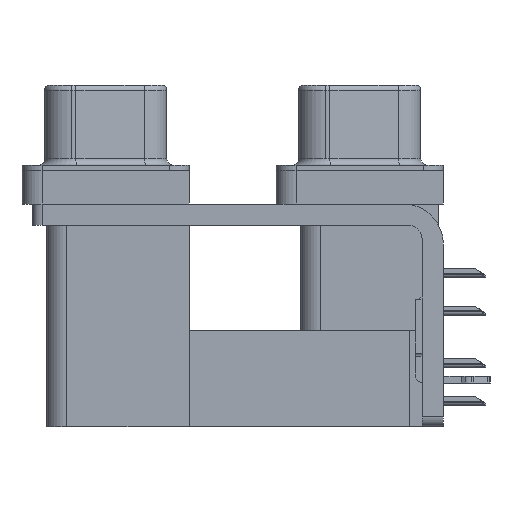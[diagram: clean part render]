
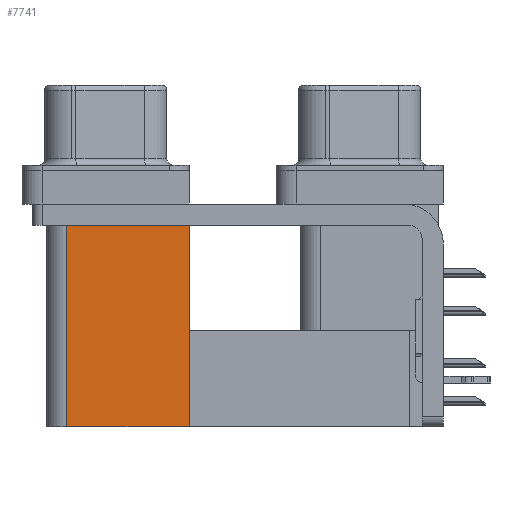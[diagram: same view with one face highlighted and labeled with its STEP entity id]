
A CAD part, left-side view. The second image highlights one B-rep face of the part: STEP entity #7741.
In plain terms, the highlighted planar face has unit normal (-1, 0, 0).
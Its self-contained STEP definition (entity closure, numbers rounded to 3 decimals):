
#1030 = VECTOR ( 'NONE', #30559, 1000. ) ;
#2396 = ORIENTED_EDGE ( 'NONE', *, *, #27931, .T. ) ;
#2833 = VECTOR ( 'NONE', #38330, 1000. ) ;
#5167 = EDGE_CURVE ( 'NONE', #40558, #22343, #25275, .T. ) ;
#6073 = CARTESIAN_POINT ( 'NONE',  ( 3.7, 12.775, -2.5 ) ) ;
#7741 = ADVANCED_FACE ( 'NONE', ( #23235 ), #8262, .F. ) ;
#8262 = PLANE ( 'NONE',  #25242 ) ;
#8659 = VECTOR ( 'NONE', #13862, 1000. ) ;
#8847 = DIRECTION ( 'NONE',  ( 0., 1., 0. ) ) ;
#9055 = CARTESIAN_POINT ( 'NONE',  ( 3.7, 12.775, -19.2 ) ) ;
#9634 = VECTOR ( 'NONE', #8847, 1000. ) ;
#13862 = DIRECTION ( 'NONE',  ( 0., 0., 1. ) ) ;
#14260 = CARTESIAN_POINT ( 'NONE',  ( 3.7, 21.975, -19.2 ) ) ;
#16217 = CARTESIAN_POINT ( 'NONE',  ( 3.7, 12.775, -19.2 ) ) ;
#18803 = ORIENTED_EDGE ( 'NONE', *, *, #5167, .F. ) ;
#19213 = EDGE_LOOP ( 'NONE', ( #2396, #37520, #18803, #22580 ) ) ;
#20452 = DIRECTION ( 'NONE',  ( 0., 0., -1. ) ) ;
#21525 = CARTESIAN_POINT ( 'NONE',  ( 3.7, 21.975, -2.5 ) ) ;
#22320 = LINE ( 'NONE', #6073, #1030 ) ;
#22343 = VERTEX_POINT ( 'NONE', #14260 ) ;
#22580 = ORIENTED_EDGE ( 'NONE', *, *, #30096, .T. ) ;
#23235 = FACE_OUTER_BOUND ( 'NONE', #19213, .T. ) ;
#23882 = VERTEX_POINT ( 'NONE', #21525 ) ;
#24861 = CARTESIAN_POINT ( 'NONE',  ( 3.7, 21.975, -19.2 ) ) ;
#25242 = AXIS2_PLACEMENT_3D ( 'NONE', #31110, #33479, #20452 ) ;
#25275 = LINE ( 'NONE', #9055, #9634 ) ;
#27931 = EDGE_CURVE ( 'NONE', #30202, #23882, #22320, .T. ) ;
#28059 = LINE ( 'NONE', #24861, #2833 ) ;
#30096 = EDGE_CURVE ( 'NONE', #40558, #30202, #36714, .T. ) ;
#30202 = VERTEX_POINT ( 'NONE', #41714 ) ;
#30559 = DIRECTION ( 'NONE',  ( 0., 1., 0. ) ) ;
#31110 = CARTESIAN_POINT ( 'NONE',  ( 3.7, 12.775, -19.2 ) ) ;
#32122 = CARTESIAN_POINT ( 'NONE',  ( 3.7, 12.775, -19.2 ) ) ;
#33479 = DIRECTION ( 'NONE',  ( 1., 0., 0. ) ) ;
#36714 = LINE ( 'NONE', #16217, #8659 ) ;
#36862 = EDGE_CURVE ( 'NONE', #22343, #23882, #28059, .T. ) ;
#37520 = ORIENTED_EDGE ( 'NONE', *, *, #36862, .F. ) ;
#38330 = DIRECTION ( 'NONE',  ( 0., 0., 1. ) ) ;
#40558 = VERTEX_POINT ( 'NONE', #32122 ) ;
#41714 = CARTESIAN_POINT ( 'NONE',  ( 3.7, 12.775, -2.5 ) ) ;
